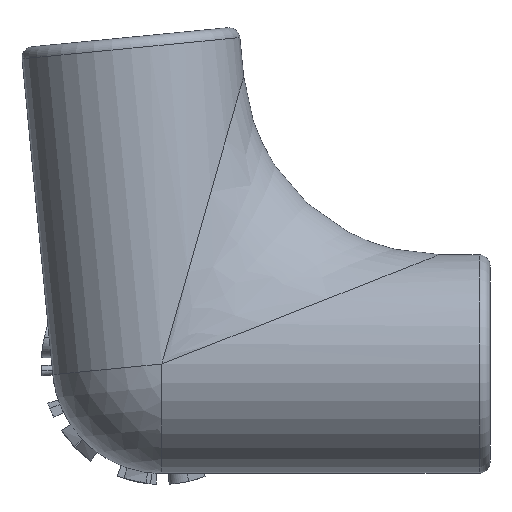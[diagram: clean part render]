
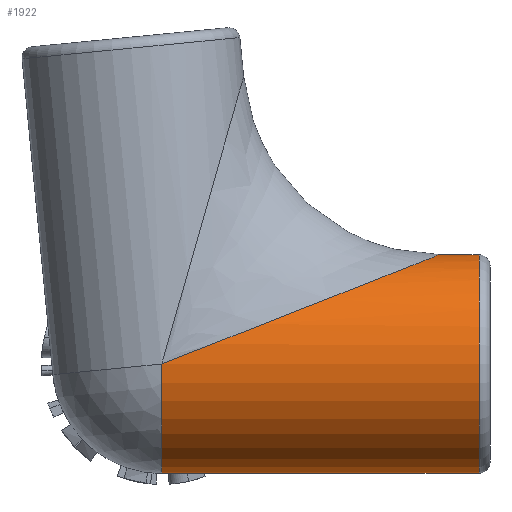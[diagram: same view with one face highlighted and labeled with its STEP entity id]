
A CAD part, front view. The second image highlights one B-rep face of the part: STEP entity #1922.
In plain terms, the highlighted cylindrical face has radius 5 mm (diameter 10 mm), a partial arc.
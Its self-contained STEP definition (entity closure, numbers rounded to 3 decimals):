
#81 = CARTESIAN_POINT ( 'NONE',  ( 7.441, -5., 2.929 ) ) ;
#107 = ORIENTED_EDGE ( 'NONE', *, *, #4181, .T. ) ;
#343 = EDGE_CURVE ( 'NONE', #2920, #5643, #6646, .T. ) ;
#517 = CARTESIAN_POINT ( 'NONE',  ( 15., 0., -5. ) ) ;
#621 = ORIENTED_EDGE ( 'NONE', *, *, #1184, .F. ) ;
#681 = LINE ( 'NONE', #1370, #3081 ) ;
#1094 = CARTESIAN_POINT ( 'NONE',  ( 12.702, -2.929, 5. ) ) ;
#1137 = ORIENTED_EDGE ( 'NONE', *, *, #5189, .T. ) ;
#1184 = EDGE_CURVE ( 'NONE', #2920, #5874, #2218, .T. ) ;
#1333 = DIRECTION ( 'NONE',  ( -1., 0., 0. ) ) ;
#1370 = CARTESIAN_POINT ( 'NONE',  ( 15., 0., 5. ) ) ;
#1429 = DIRECTION ( 'NONE',  ( 0., 0., 1. ) ) ;
#1459 = AXIS2_PLACEMENT_3D ( 'NONE', #2687, #3326, #2167 ) ;
#1461 = ORIENTED_EDGE ( 'NONE', *, *, #343, .T. ) ;
#1469 = EDGE_CURVE ( 'NONE', #6101, #5874, #6309, .T. ) ;
#1922 = ADVANCED_FACE ( 'NONE', ( #5414 ), #7137, .T. ) ;
#1985 = CARTESIAN_POINT ( 'NONE',  ( 12.702, 0., 5. ) ) ;
#2123 = EDGE_LOOP ( 'NONE', ( #621, #1461, #1137, #107, #5857 ) ) ;
#2167 = DIRECTION ( 'NONE',  ( 0., 0., -1. ) ) ;
#2218 = LINE ( 'NONE', #517, #6079 ) ;
#2384 = CARTESIAN_POINT ( 'NONE',  ( 0., -5., 0. ) ) ;
#2476 = DIRECTION ( 'NONE',  ( -1., 0., 0. ) ) ;
#2687 = CARTESIAN_POINT ( 'NONE',  ( 14.5, 0., 0. ) ) ;
#2920 = VERTEX_POINT ( 'NONE', #6767 ) ;
#2958 = CARTESIAN_POINT ( 'NONE',  ( 0., -5., 0. ) ) ;
#3081 = VECTOR ( 'NONE', #1333, 1000. ) ;
#3260 = DIRECTION ( 'NONE',  ( 0., 0., -1. ) ) ;
#3326 = DIRECTION ( 'NONE',  ( -1., 0., 0. ) ) ;
#3405 = AXIS2_PLACEMENT_3D ( 'NONE', #4776, #2476, #1429 ) ;
#3651 = CARTESIAN_POINT ( 'NONE',  ( 14.5, 0., 5. ) ) ;
#4181 = EDGE_CURVE ( 'NONE', #6040, #6101, #6323, .T. ) ;
#4317 = CARTESIAN_POINT ( 'NONE',  ( 0., 0., 0. ) ) ;
#4776 = CARTESIAN_POINT ( 'NONE',  ( 15., 0., 0. ) ) ;
#4815 = CARTESIAN_POINT ( 'NONE',  ( 0., 0., -5. ) ) ;
#5189 = EDGE_CURVE ( 'NONE', #5643, #6040, #681, .T. ) ;
#5414 = FACE_OUTER_BOUND ( 'NONE', #2123, .T. ) ;
#5491 = DIRECTION ( 'NONE',  ( 1., 0., 0. ) ) ;
#5643 = VERTEX_POINT ( 'NONE', #3651 ) ;
#5857 = ORIENTED_EDGE ( 'NONE', *, *, #1469, .T. ) ;
#5874 = VERTEX_POINT ( 'NONE', #4815 ) ;
#6040 = VERTEX_POINT ( 'NONE', #1985 ) ;
#6079 = VECTOR ( 'NONE', #7437, 1000. ) ;
#6101 = VERTEX_POINT ( 'NONE', #2958 ) ;
#6259 = CARTESIAN_POINT ( 'NONE',  ( 12.702, 0., 5. ) ) ;
#6309 = CIRCLE ( 'NONE', #7029, 5. ) ;
#6323 =( BOUNDED_CURVE ( )  B_SPLINE_CURVE ( 3, ( #6259, #1094, #81, #2384 ),
 .UNSPECIFIED., .F., .F. ) 
 B_SPLINE_CURVE_WITH_KNOTS ( ( 4, 4 ),
 ( 3.142, 4.712 ),
 .UNSPECIFIED. ) 
 CURVE ( )  GEOMETRIC_REPRESENTATION_ITEM ( )  RATIONAL_B_SPLINE_CURVE ( ( 1., 0.805, 0.805, 1. ) ) 
 REPRESENTATION_ITEM ( '' )  );
#6646 = CIRCLE ( 'NONE', #1459, 5. ) ;
#6767 = CARTESIAN_POINT ( 'NONE',  ( 14.5, 0., -5. ) ) ;
#7029 = AXIS2_PLACEMENT_3D ( 'NONE', #4317, #5491, #3260 ) ;
#7137 = CYLINDRICAL_SURFACE ( 'NONE', #3405, 5. ) ;
#7437 = DIRECTION ( 'NONE',  ( -1., 0., 0. ) ) ;
